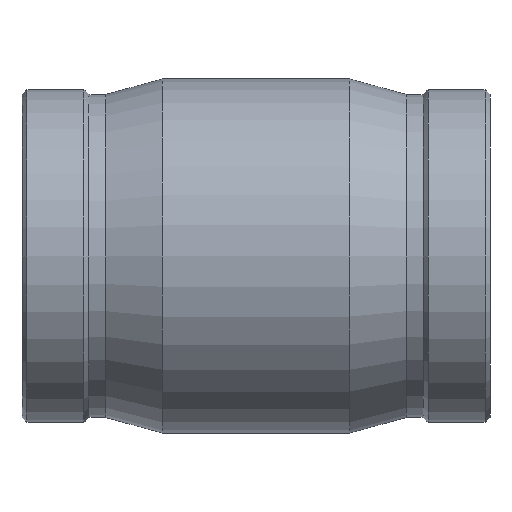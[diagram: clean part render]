
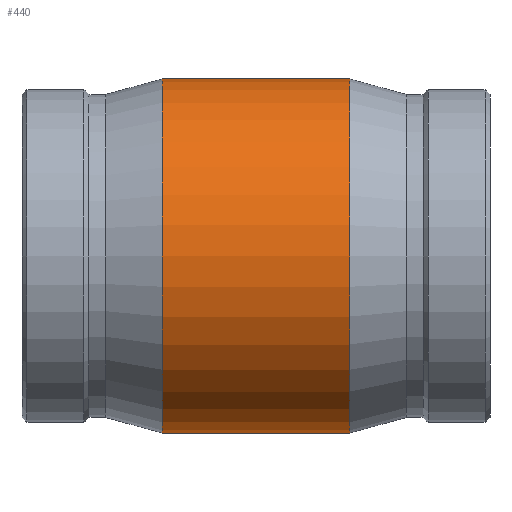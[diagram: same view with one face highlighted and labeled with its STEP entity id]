
A CAD part, front view. The second image highlights one B-rep face of the part: STEP entity #440.
In plain terms, the highlighted cylindrical face has radius 56 mm (diameter 112 mm), a full revolution.
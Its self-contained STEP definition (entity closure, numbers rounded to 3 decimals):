
#57=FACE_BOUND('',#165,.T.);
#78=CYLINDRICAL_SURFACE('',#502,56.);
#108=FACE_OUTER_BOUND('',#164,.T.);
#164=EDGE_LOOP('',(#370));
#165=EDGE_LOOP('',(#371));
#214=CIRCLE('',#501,56.);
#215=CIRCLE('',#503,56.);
#255=VERTEX_POINT('',#878);
#256=VERTEX_POINT('',#881);
#300=EDGE_CURVE('',#255,#255,#214,.T.);
#301=EDGE_CURVE('',#256,#256,#215,.T.);
#370=ORIENTED_EDGE('',*,*,#300,.T.);
#371=ORIENTED_EDGE('',*,*,#301,.F.);
#440=ADVANCED_FACE('',(#108,#57),#78,.T.);
#501=AXIS2_PLACEMENT_3D('',#879,#619,#620);
#502=AXIS2_PLACEMENT_3D('',#880,#621,#622);
#503=AXIS2_PLACEMENT_3D('',#882,#623,#624);
#619=DIRECTION('center_axis',(1.,0.,0.));
#620=DIRECTION('ref_axis',(0.,0.,-1.));
#621=DIRECTION('center_axis',(1.,0.,0.));
#622=DIRECTION('ref_axis',(0.,1.,0.));
#623=DIRECTION('center_axis',(1.,0.,0.));
#624=DIRECTION('ref_axis',(0.,0.,-1.));
#878=CARTESIAN_POINT('',(-29.6,56.,0.));
#879=CARTESIAN_POINT('Origin',(-29.6,0.,0.));
#880=CARTESIAN_POINT('Origin',(0.,0.,0.));
#881=CARTESIAN_POINT('',(29.6,56.,0.));
#882=CARTESIAN_POINT('Origin',(29.6,0.,0.));
